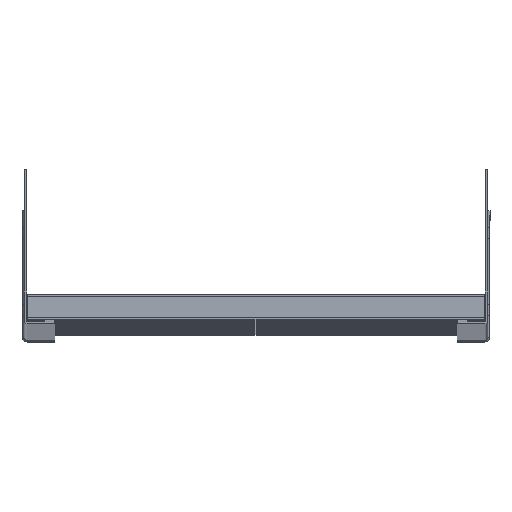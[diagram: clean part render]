
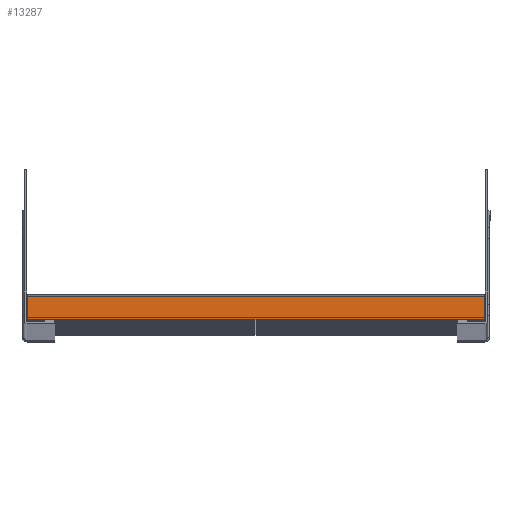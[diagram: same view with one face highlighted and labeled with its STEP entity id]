
A CAD part, top view. The second image highlights one B-rep face of the part: STEP entity #13287.
In plain terms, the highlighted planar face has unit normal (0, 0, 1).
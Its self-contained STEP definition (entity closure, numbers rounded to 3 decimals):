
#2614 = EDGE_CURVE ( 'NONE', #17791, #4330, #19198, .T. ) ;
#2615 = EDGE_CURVE ( 'NONE', #4333, #17790, #19202, .T. ) ;
#2934 = CARTESIAN_POINT ( 'NONE',  ( -278.3, -18.709, 2877.21 ) ) ;
#2935 = CARTESIAN_POINT ( 'NONE',  ( 0.7, -18.709, 2877.21 ) ) ;
#3493 = EDGE_CURVE ( 'NONE', #4195, #4200, #4750, .T. ) ;
#3506 = EDGE_CURVE ( 'NONE', #4201, #4203, #4776, .T. ) ;
#3508 = EDGE_CURVE ( 'NONE', #4200, #4203, #4780, .T. ) ;
#3509 = EDGE_CURVE ( 'NONE', #4195, #17790, #4782, .T. ) ;
#3510 = EDGE_CURVE ( 'NONE', #17791, #4201, #4784, .T. ) ;
#4195 = VERTEX_POINT ( 'NONE', #8487 ) ;
#4200 = VERTEX_POINT ( 'NONE', #8492 ) ;
#4201 = VERTEX_POINT ( 'NONE', #8493 ) ;
#4203 = VERTEX_POINT ( 'NONE', #8495 ) ;
#4330 = VERTEX_POINT ( 'NONE', #8622 ) ;
#4333 = VERTEX_POINT ( 'NONE', #8625 ) ;
#4750 = LINE ( 'NONE', #5225, #4753 ) ;
#4753 = VECTOR ( 'NONE', #5227, 1000. ) ;
#4776 = LINE ( 'NONE', #5251, #4779 ) ;
#4779 = VECTOR ( 'NONE', #5253, 1000. ) ;
#4780 = LINE ( 'NONE', #5255, #4783 ) ;
#4782 = LINE ( 'NONE', #5257, #4785 ) ;
#4783 = VECTOR ( 'NONE', #5256, 1000. ) ;
#4784 = LINE ( 'NONE', #5259, #4787 ) ;
#4785 = VECTOR ( 'NONE', #5258, 1000. ) ;
#4787 = VECTOR ( 'NONE', #5260, 1000. ) ;
#5225 = CARTESIAN_POINT ( 'NONE',  ( 0.7, -18.709, 2877.21 ) ) ;
#5227 = DIRECTION ( 'NONE',  ( -1., 0., 0. ) ) ;
#5251 = CARTESIAN_POINT ( 'NONE',  ( 0.7, -2.709, 2877.21 ) ) ;
#5253 = DIRECTION ( 'NONE',  ( -1., 0., 0. ) ) ;
#5255 = CARTESIAN_POINT ( 'NONE',  ( -296.3, -18.709, 2877.21 ) ) ;
#5256 = DIRECTION ( 'NONE',  ( 0., 1., 0. ) ) ;
#5257 = CARTESIAN_POINT ( 'NONE',  ( 0.7, -18.709, 2877.21 ) ) ;
#5258 = DIRECTION ( 'NONE',  ( 1., 0., 0. ) ) ;
#5259 = CARTESIAN_POINT ( 'NONE',  ( 0.7, -18.709, 2877.21 ) ) ;
#5260 = DIRECTION ( 'NONE',  ( 0., 1., 0. ) ) ;
#7814 = CARTESIAN_POINT ( 'NONE',  ( 0.7, -18.709, 2877.21 ) ) ;
#7821 = PLANE ( 'NONE',  #10150 ) ;
#7823 = DIRECTION ( 'NONE',  ( 0., 0., 1. ) ) ;
#7824 = DIRECTION ( 'NONE',  ( 0., -1., 0. ) ) ;
#8487 = CARTESIAN_POINT ( 'NONE',  ( -285.1, -18.709, 2877.21 ) ) ;
#8492 = CARTESIAN_POINT ( 'NONE',  ( -296.3, -18.709, 2877.21 ) ) ;
#8493 = CARTESIAN_POINT ( 'NONE',  ( 0.7, -2.709, 2877.21 ) ) ;
#8495 = CARTESIAN_POINT ( 'NONE',  ( -296.3, -2.709, 2877.21 ) ) ;
#8622 = CARTESIAN_POINT ( 'NONE',  ( -10.5, -18.709, 2877.21 ) ) ;
#8625 = CARTESIAN_POINT ( 'NONE',  ( -17.3, -18.709, 2877.21 ) ) ;
#10150 = AXIS2_PLACEMENT_3D ( 'NONE', #7814, #7823, #7824 ) ;
#10393 = FACE_OUTER_BOUND ( 'NONE', #14112, .T. ) ;
#10788 = LINE ( 'NONE', #14810, #10791 ) ;
#10791 = VECTOR ( 'NONE', #14812, 1000. ) ;
#11997 = ORIENTED_EDGE ( 'NONE', *, *, #3508, .F. ) ;
#11998 = ORIENTED_EDGE ( 'NONE', *, *, #3493, .F. ) ;
#11999 = ORIENTED_EDGE ( 'NONE', *, *, #3509, .T. ) ;
#12000 = ORIENTED_EDGE ( 'NONE', *, *, #2615, .F. ) ;
#12001 = ORIENTED_EDGE ( 'NONE', *, *, #13546, .F. ) ;
#12002 = ORIENTED_EDGE ( 'NONE', *, *, #2614, .F. ) ;
#12003 = ORIENTED_EDGE ( 'NONE', *, *, #3510, .T. ) ;
#12004 = ORIENTED_EDGE ( 'NONE', *, *, #3506, .T. ) ;
#13287 = ADVANCED_FACE ( 'NONE', ( #10393 ), #7821, .T. ) ;
#13546 = EDGE_CURVE ( 'NONE', #4330, #4333, #10788, .T. ) ;
#14112 = EDGE_LOOP ( 'NONE', ( #11997, #11998, #11999, #12000, #12001, #12002, #12003, #12004 ) ) ;
#14810 = CARTESIAN_POINT ( 'NONE',  ( 0.7, -18.709, 2877.21 ) ) ;
#14812 = DIRECTION ( 'NONE',  ( -1., 0., 0. ) ) ;
#17790 = VERTEX_POINT ( 'NONE', #2934 ) ;
#17791 = VERTEX_POINT ( 'NONE', #2935 ) ;
#19198 = LINE ( 'NONE', #19533, #19203 ) ;
#19202 = LINE ( 'NONE', #19544, #19205 ) ;
#19203 = VECTOR ( 'NONE', #19543, 1000. ) ;
#19205 = VECTOR ( 'NONE', #19546, 1000. ) ;
#19533 = CARTESIAN_POINT ( 'NONE',  ( 0.7, -18.709, 2877.21 ) ) ;
#19543 = DIRECTION ( 'NONE',  ( -1., 0., 0. ) ) ;
#19544 = CARTESIAN_POINT ( 'NONE',  ( 0.7, -18.709, 2877.21 ) ) ;
#19546 = DIRECTION ( 'NONE',  ( -1., 0., 0. ) ) ;
